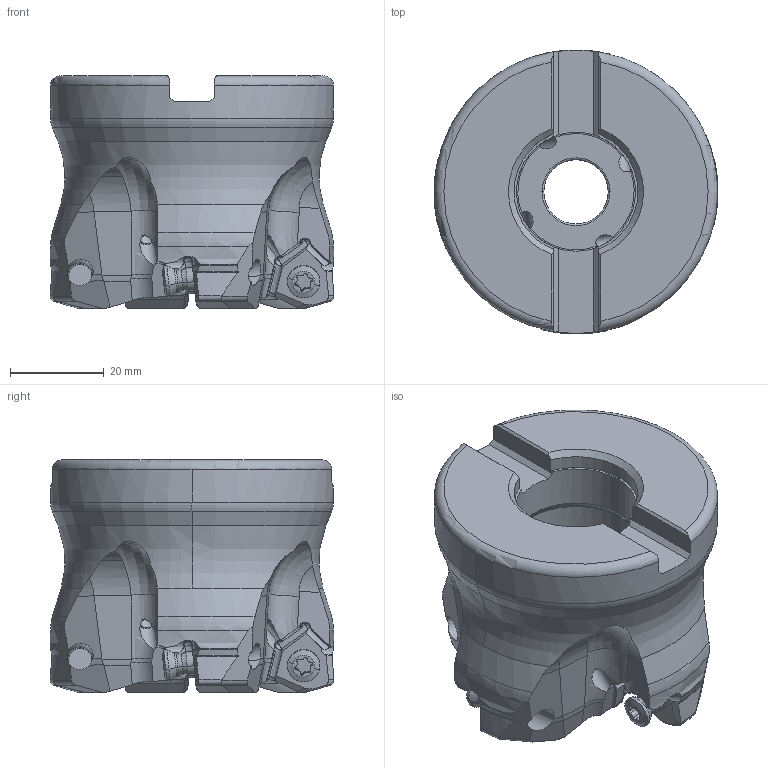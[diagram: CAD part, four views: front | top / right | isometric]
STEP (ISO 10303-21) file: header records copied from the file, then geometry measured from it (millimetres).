
FILE_DESCRIPTION(/* description */ (''),/* implementation_level */ '2;1');
FILE_NAME(/* name */ 'WJX14UR2_5004CA.stp',/* time_stamp */ '2019-02-12T19:00:10+09:00',/* author */ (''),/* organization */ (''),/* preprocessor_version */ 'ST-DEVELOPER v16',/* originating_system */ 'SIEMENS PLM Software NX 10.0',/* authorisation */ '');
FILE_SCHEMA (('AUTOMOTIVE_DESIGN { 1 0 10303 214 3 1 1 1 }'));
Length unit declared in the file: millimetre
Products named in the file (1): WJX14UR2_5004CA_ASM
Bounding box: 60.54 x 60.54 x 49.5 mm (x, y, z)
Volume: 86675 mm3; surface area: 19907.6 mm2
Topology: 5 solids, 5 shells, 597 faces, 1698 edges, 1088 vertices
Faces by surface type: cylinder 204, plane 181, bspline 62, torus 60, cone 46, sphere 44
Entity records: 27976 total; most frequent: CARTESIAN_POINT 13359, ORIENTED_EDGE 3356, DIRECTION 2664, EDGE_CURVE 1678, VERTEX_POINT 1088, AXIS2_PLACEMENT_3D 1081, B_SPLINE_CURVE_WITH_KNOTS 654, EDGE_LOOP 612
